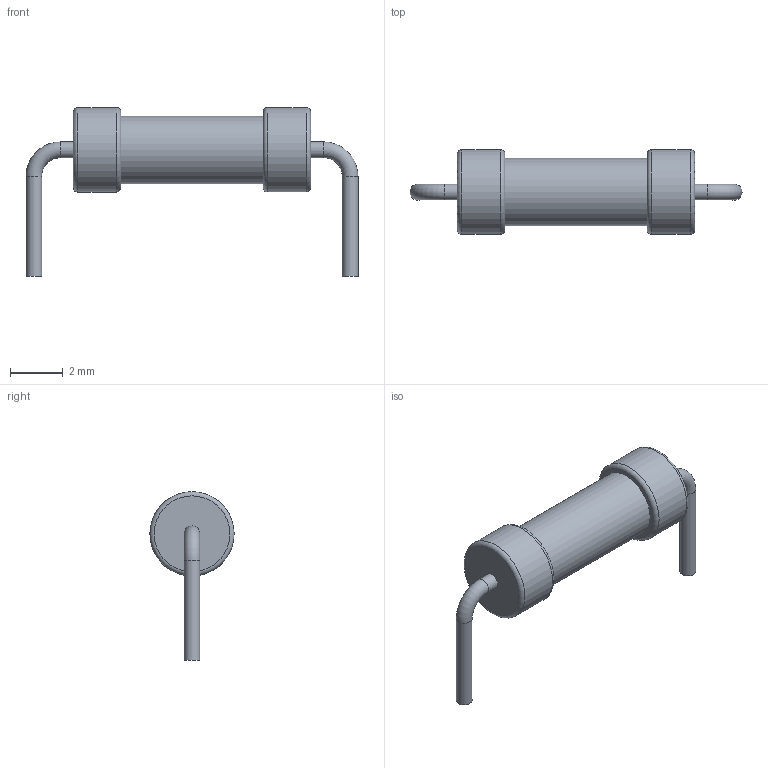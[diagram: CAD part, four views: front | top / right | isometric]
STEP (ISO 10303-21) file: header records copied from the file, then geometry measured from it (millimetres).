
FILE_DESCRIPTION(('STEP AP214'), '1');
FILE_NAME('Resistor_horizontal', '2018-03-14T08:04:00', ('Chugay'), (''), 'ASCON STEP Converter 1.3', 'ASCON Math Kernel', '');
FILE_SCHEMA(('AUTOMOTIVE_DESIGN { 1 0 10303 214 3 1 1}'));
Length unit declared in the file: millimetre
Bounding box: 12.6 x 3.2 x 6.4 mm (x, y, z)
Volume: 59.9 mm3; surface area: 120.8 mm2
Topology: 1 solids, 1 shells, 19 faces, 31 edges, 18 vertices
Faces by surface type: cylinder 7, plane 6, torus 6
Full cylindrical faces by diameter (mm): 0.6 x4, 2.56 x1, 3.2 x2
Entity records: 570 total; most frequent: DIRECTION 76, CARTESIAN_POINT 56, AXIS2_PLACEMENT_3D 38, EDGE_LOOP 36, ORIENTED_EDGE 36, FACE_OUTER_BOUND 26, COLOUR_RGB 20, FILL_AREA_STYLE_COLOUR 20
